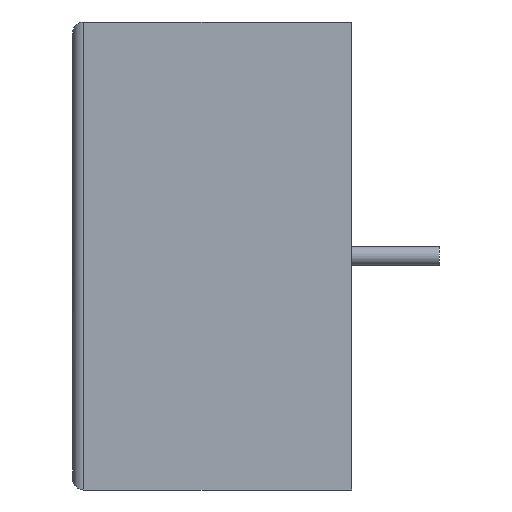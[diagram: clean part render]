
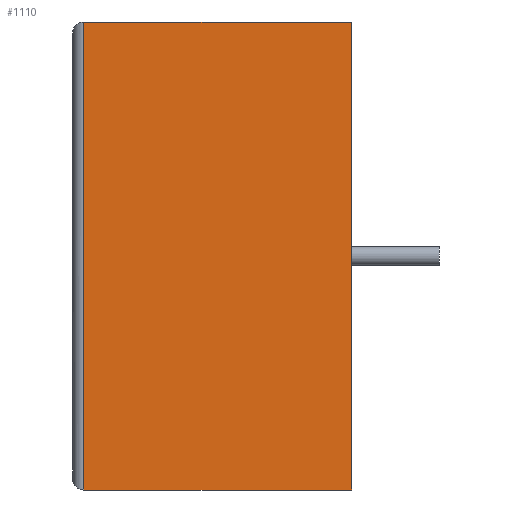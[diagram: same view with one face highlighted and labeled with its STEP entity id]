
A CAD part, left-side view. The second image highlights one B-rep face of the part: STEP entity #1110.
In plain terms, the highlighted planar face has unit normal (-1, 0, 0).
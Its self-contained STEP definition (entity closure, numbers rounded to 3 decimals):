
#41 = CARTESIAN_POINT ( 'NONE',  ( 0., 12.2, 0. ) ) ;
#87 = CARTESIAN_POINT ( 'NONE',  ( 0., 0., 21.3 ) ) ;
#170 = CARTESIAN_POINT ( 'NONE',  ( 0., 0., 0. ) ) ;
#196 = EDGE_CURVE ( 'NONE', #763, #1933, #964, .T. ) ;
#223 = DIRECTION ( 'NONE',  ( 1., 0., 0. ) ) ;
#302 = FACE_OUTER_BOUND ( 'NONE', #1003, .T. ) ;
#500 = DIRECTION ( 'NONE',  ( 0., 0., -1. ) ) ;
#590 = EDGE_CURVE ( 'NONE', #1933, #1608, #1925, .T. ) ;
#616 = DIRECTION ( 'NONE',  ( 0., -1., 0. ) ) ;
#623 = CARTESIAN_POINT ( 'NONE',  ( 0., 12.2, 21.3 ) ) ;
#763 = VERTEX_POINT ( 'NONE', #623 ) ;
#964 = LINE ( 'NONE', #1583, #1502 ) ;
#969 = CARTESIAN_POINT ( 'NONE',  ( 0., 12.2, 21.3 ) ) ;
#1003 = EDGE_LOOP ( 'NONE', ( #1064, #1691, #1392, #2136 ) ) ;
#1017 = VECTOR ( 'NONE', #500, 1000. ) ;
#1063 = DIRECTION ( 'NONE',  ( 0., 0., -1. ) ) ;
#1064 = ORIENTED_EDGE ( 'NONE', *, *, #196, .F. ) ;
#1110 = ADVANCED_FACE ( 'NONE', ( #302 ), #1415, .F. ) ;
#1375 = CARTESIAN_POINT ( 'NONE',  ( 0., 0., 21.3 ) ) ;
#1392 = ORIENTED_EDGE ( 'NONE', *, *, #1927, .T. ) ;
#1415 = PLANE ( 'NONE',  #2226 ) ;
#1502 = VECTOR ( 'NONE', #616, 1000. ) ;
#1583 = CARTESIAN_POINT ( 'NONE',  ( 0., 0., 21.3 ) ) ;
#1608 = VERTEX_POINT ( 'NONE', #2332 ) ;
#1630 = EDGE_CURVE ( 'NONE', #763, #2957, #1790, .T. ) ;
#1631 = CARTESIAN_POINT ( 'NONE',  ( 0., 0., 21.3 ) ) ;
#1655 = DIRECTION ( 'NONE',  ( 0., 0., -1. ) ) ;
#1691 = ORIENTED_EDGE ( 'NONE', *, *, #1630, .T. ) ;
#1790 = LINE ( 'NONE', #969, #1017 ) ;
#1826 = LINE ( 'NONE', #170, #2712 ) ;
#1925 = LINE ( 'NONE', #87, #2594 ) ;
#1927 = EDGE_CURVE ( 'NONE', #2957, #1608, #1826, .T. ) ;
#1933 = VERTEX_POINT ( 'NONE', #1375 ) ;
#2136 = ORIENTED_EDGE ( 'NONE', *, *, #590, .F. ) ;
#2226 = AXIS2_PLACEMENT_3D ( 'NONE', #1631, #223, #1655 ) ;
#2332 = CARTESIAN_POINT ( 'NONE',  ( 0., 0., 0. ) ) ;
#2594 = VECTOR ( 'NONE', #1063, 1000. ) ;
#2712 = VECTOR ( 'NONE', #2764, 1000. ) ;
#2764 = DIRECTION ( 'NONE',  ( 0., -1., 0. ) ) ;
#2957 = VERTEX_POINT ( 'NONE', #41 ) ;
